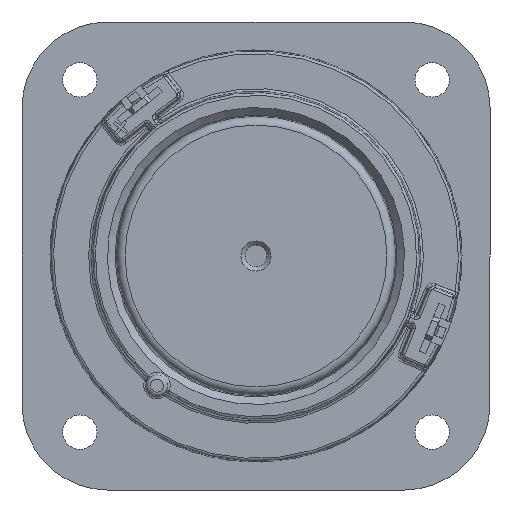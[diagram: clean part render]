
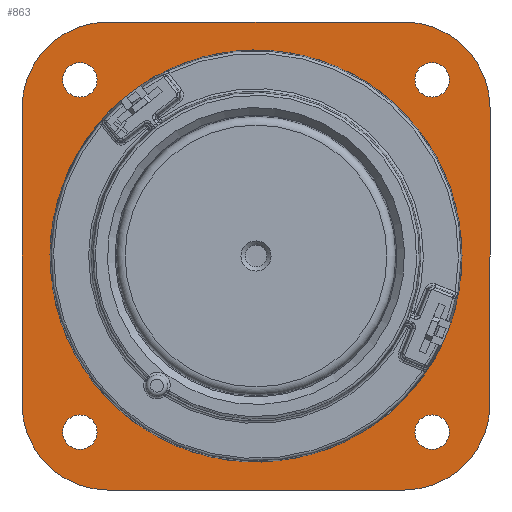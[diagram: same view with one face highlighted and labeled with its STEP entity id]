
A CAD part, front view. The second image highlights one B-rep face of the part: STEP entity #863.
In plain terms, the highlighted planar face has unit normal (0, -1, 0).
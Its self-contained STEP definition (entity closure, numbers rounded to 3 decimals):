
#195 = EDGE_CURVE ( 'NONE', #14325, #8737, #826, .T. ) ;
#394 = CARTESIAN_POINT ( 'NONE',  ( -22.942, 13.709, 15.25 ) ) ;
#528 = CARTESIAN_POINT ( 'NONE',  ( 14.814, 13.709, 11.994 ) ) ;
#541 = VECTOR ( 'NONE', #5404, 1000. ) ;
#599 = DIRECTION ( 'NONE',  ( -1., 0., 0. ) ) ;
#640 = CARTESIAN_POINT ( 'NONE',  ( -26.198, 13.709, 13.994 ) ) ;
#826 = LINE ( 'NONE', #11030, #541 ) ;
#863 = ADVANCED_FACE ( 'NONE', ( #2568, #3971, #8472, #9443, #11587, #10562 ), #1389, .F. ) ;
#1004 = EDGE_CURVE ( 'NONE', #13128, #13128, #3231, .T. ) ;
#1076 = VERTEX_POINT ( 'NONE', #13415 ) ;
#1141 = DIRECTION ( 'NONE',  ( 0., -1., 0. ) ) ;
#1181 = EDGE_LOOP ( 'NONE', ( #13330 ) ) ;
#1210 = AXIS2_PLACEMENT_3D ( 'NONE', #394, #13610, #5931 ) ;
#1389 = PLANE ( 'NONE',  #1614 ) ;
#1510 = CARTESIAN_POINT ( 'NONE',  ( -29.606, 13.709, 32.5 ) ) ;
#1614 = AXIS2_PLACEMENT_3D ( 'NONE', #9290, #2857, #5892 ) ;
#1829 = CARTESIAN_POINT ( 'NONE',  ( -22.942, 13.709, 59.75 ) ) ;
#1881 = VERTEX_POINT ( 'NONE', #1829 ) ;
#2004 = EDGE_CURVE ( 'NONE', #4186, #4186, #7301, .T. ) ;
#2023 = CIRCLE ( 'NONE', #12876, 10. ) ;
#2119 = CARTESIAN_POINT ( 'NONE',  ( 21.558, 13.709, 49.75 ) ) ;
#2372 = ORIENTED_EDGE ( 'NONE', *, *, #9200, .T. ) ;
#2502 = AXIS2_PLACEMENT_3D ( 'NONE', #528, #13016, #599 ) ;
#2568 = FACE_BOUND ( 'NONE', #13385, .T. ) ;
#2792 = DIRECTION ( 'NONE',  ( -1., 0., 0. ) ) ;
#2823 = VERTEX_POINT ( 'NONE', #2119 ) ;
#2857 = DIRECTION ( 'NONE',  ( 0., 1., 0. ) ) ;
#3042 = ORIENTED_EDGE ( 'NONE', *, *, #2004, .T. ) ;
#3043 = DIRECTION ( 'NONE',  ( 0., -1., 0. ) ) ;
#3231 = CIRCLE ( 'NONE', #10086, 2. ) ;
#3411 = CARTESIAN_POINT ( 'NONE',  ( 21.558, 13.709, 15.25 ) ) ;
#3431 = DIRECTION ( 'NONE',  ( 0., 0., -1. ) ) ;
#3511 = CARTESIAN_POINT ( 'NONE',  ( -32.942, 13.709, 5.25 ) ) ;
#3595 = VECTOR ( 'NONE', #10322, 1000. ) ;
#3662 = DIRECTION ( 'NONE',  ( 0., 1., 0. ) ) ;
#3732 = VERTEX_POINT ( 'NONE', #1510 ) ;
#3971 = FACE_BOUND ( 'NONE', #8752, .T. ) ;
#4182 = EDGE_CURVE ( 'NONE', #5571, #8737, #9723, .T. ) ;
#4186 = VERTEX_POINT ( 'NONE', #640 ) ;
#4392 = CARTESIAN_POINT ( 'NONE',  ( 11.558, 13.709, 15.25 ) ) ;
#4435 = ORIENTED_EDGE ( 'NONE', *, *, #8767, .F. ) ;
#4440 = ORIENTED_EDGE ( 'NONE', *, *, #195, .F. ) ;
#4597 = CARTESIAN_POINT ( 'NONE',  ( -22.942, 13.709, 49.75 ) ) ;
#4603 = AXIS2_PLACEMENT_3D ( 'NONE', #4597, #1141, #5577 ) ;
#4954 = ORIENTED_EDGE ( 'NONE', *, *, #7009, .T. ) ;
#5064 = CARTESIAN_POINT ( 'NONE',  ( -26.198, 13.709, 11.994 ) ) ;
#5277 = DIRECTION ( 'NONE',  ( 0., 0., -1. ) ) ;
#5404 = DIRECTION ( 'NONE',  ( -1., 0., 0. ) ) ;
#5571 = VERTEX_POINT ( 'NONE', #14592 ) ;
#5577 = DIRECTION ( 'NONE',  ( -1., 0., 0. ) ) ;
#5655 = VERTEX_POINT ( 'NONE', #10169 ) ;
#5753 = EDGE_LOOP ( 'NONE', ( #4954 ) ) ;
#5828 = ORIENTED_EDGE ( 'NONE', *, *, #1004, .T. ) ;
#5892 = DIRECTION ( 'NONE',  ( -1., 0., 0. ) ) ;
#5931 = DIRECTION ( 'NONE',  ( -1., 0., 0. ) ) ;
#6099 = VECTOR ( 'NONE', #3431, 1000. ) ;
#6345 = DIRECTION ( 'NONE',  ( 1., 0., 0. ) ) ;
#6419 = LINE ( 'NONE', #14242, #7444 ) ;
#7009 = EDGE_CURVE ( 'NONE', #1076, #1076, #13941, .T. ) ;
#7174 = CIRCLE ( 'NONE', #9531, 23.914 ) ;
#7301 = CIRCLE ( 'NONE', #12728, 2. ) ;
#7444 = VECTOR ( 'NONE', #6345, 1000. ) ;
#7492 = DIRECTION ( 'NONE',  ( 1., 0., 0. ) ) ;
#7554 = DIRECTION ( 'NONE',  ( -1., 0., 0. ) ) ;
#7719 = DIRECTION ( 'NONE',  ( 0., 1., 0. ) ) ;
#8085 = CARTESIAN_POINT ( 'NONE',  ( 21.558, 13.709, 5.25 ) ) ;
#8273 = AXIS2_PLACEMENT_3D ( 'NONE', #13325, #7719, #5277 ) ;
#8277 = CARTESIAN_POINT ( 'NONE',  ( 11.558, 13.709, 59.75 ) ) ;
#8442 = CARTESIAN_POINT ( 'NONE',  ( -26.198, 13.709, 53.006 ) ) ;
#8472 = FACE_BOUND ( 'NONE', #5753, .T. ) ;
#8607 = EDGE_CURVE ( 'NONE', #2823, #14323, #10039, .T. ) ;
#8633 = CARTESIAN_POINT ( 'NONE',  ( -22.942, 13.709, 5.25 ) ) ;
#8737 = VERTEX_POINT ( 'NONE', #8633 ) ;
#8752 = EDGE_LOOP ( 'NONE', ( #5828 ) ) ;
#8767 = EDGE_CURVE ( 'NONE', #1881, #14323, #6419, .T. ) ;
#9123 = ORIENTED_EDGE ( 'NONE', *, *, #8607, .T. ) ;
#9129 = LINE ( 'NONE', #3511, #3595 ) ;
#9200 = EDGE_CURVE ( 'NONE', #14325, #9596, #2023, .T. ) ;
#9209 = EDGE_CURVE ( 'NONE', #1881, #11856, #12170, .T. ) ;
#9290 = CARTESIAN_POINT ( 'NONE',  ( -5.692, 13.709, 32.5 ) ) ;
#9387 = EDGE_LOOP ( 'NONE', ( #14251 ) ) ;
#9443 = FACE_BOUND ( 'NONE', #9387, .T. ) ;
#9531 = AXIS2_PLACEMENT_3D ( 'NONE', #14341, #3043, #7554 ) ;
#9596 = VERTEX_POINT ( 'NONE', #3411 ) ;
#9707 = DIRECTION ( 'NONE',  ( 0., 1., 0. ) ) ;
#9723 = CIRCLE ( 'NONE', #1210, 10. ) ;
#9833 = EDGE_CURVE ( 'NONE', #5655, #5655, #11950, .T. ) ;
#9904 = EDGE_LOOP ( 'NONE', ( #13170, #10559, #4440, #2372, #11529, #9123, #4435, #13111 ) ) ;
#10039 = CIRCLE ( 'NONE', #12864, 10. ) ;
#10086 = AXIS2_PLACEMENT_3D ( 'NONE', #8442, #9707, #7492 ) ;
#10169 = CARTESIAN_POINT ( 'NONE',  ( 12.814, 13.709, 11.994 ) ) ;
#10322 = DIRECTION ( 'NONE',  ( 0., 0., 1. ) ) ;
#10419 = DIRECTION ( 'NONE',  ( 0., -1., 0. ) ) ;
#10559 = ORIENTED_EDGE ( 'NONE', *, *, #4182, .T. ) ;
#10562 = FACE_OUTER_BOUND ( 'NONE', #9904, .T. ) ;
#10705 = CARTESIAN_POINT ( 'NONE',  ( -24.198, 13.709, 53.006 ) ) ;
#10945 = EDGE_CURVE ( 'NONE', #3732, #3732, #7174, .T. ) ;
#11030 = CARTESIAN_POINT ( 'NONE',  ( -32.942, 13.709, 5.25 ) ) ;
#11197 = DIRECTION ( 'NONE',  ( -1., 0., 0. ) ) ;
#11529 = ORIENTED_EDGE ( 'NONE', *, *, #13114, .F. ) ;
#11574 = CARTESIAN_POINT ( 'NONE',  ( -32.942, 13.709, 49.75 ) ) ;
#11587 = FACE_BOUND ( 'NONE', #1181, .T. ) ;
#11831 = EDGE_CURVE ( 'NONE', #5571, #11856, #9129, .T. ) ;
#11856 = VERTEX_POINT ( 'NONE', #11574 ) ;
#11950 = CIRCLE ( 'NONE', #2502, 2. ) ;
#12170 = CIRCLE ( 'NONE', #4603, 10. ) ;
#12728 = AXIS2_PLACEMENT_3D ( 'NONE', #5064, #3662, #12964 ) ;
#12775 = CARTESIAN_POINT ( 'NONE',  ( 11.558, 13.709, 49.75 ) ) ;
#12787 = CARTESIAN_POINT ( 'NONE',  ( 11.558, 13.709, 5.25 ) ) ;
#12864 = AXIS2_PLACEMENT_3D ( 'NONE', #12775, #10419, #2792 ) ;
#12876 = AXIS2_PLACEMENT_3D ( 'NONE', #4392, #14591, #11197 ) ;
#12964 = DIRECTION ( 'NONE',  ( 0., 0., 1. ) ) ;
#13016 = DIRECTION ( 'NONE',  ( 0., 1., 0. ) ) ;
#13111 = ORIENTED_EDGE ( 'NONE', *, *, #9209, .T. ) ;
#13114 = EDGE_CURVE ( 'NONE', #2823, #9596, #13484, .T. ) ;
#13128 = VERTEX_POINT ( 'NONE', #10705 ) ;
#13170 = ORIENTED_EDGE ( 'NONE', *, *, #11831, .F. ) ;
#13325 = CARTESIAN_POINT ( 'NONE',  ( 14.814, 13.709, 53.006 ) ) ;
#13330 = ORIENTED_EDGE ( 'NONE', *, *, #10945, .F. ) ;
#13385 = EDGE_LOOP ( 'NONE', ( #3042 ) ) ;
#13415 = CARTESIAN_POINT ( 'NONE',  ( 14.814, 13.709, 51.006 ) ) ;
#13484 = LINE ( 'NONE', #8085, #6099 ) ;
#13610 = DIRECTION ( 'NONE',  ( 0., -1., 0. ) ) ;
#13941 = CIRCLE ( 'NONE', #8273, 2. ) ;
#14242 = CARTESIAN_POINT ( 'NONE',  ( -32.942, 13.709, 59.75 ) ) ;
#14251 = ORIENTED_EDGE ( 'NONE', *, *, #9833, .T. ) ;
#14323 = VERTEX_POINT ( 'NONE', #8277 ) ;
#14325 = VERTEX_POINT ( 'NONE', #12787 ) ;
#14341 = CARTESIAN_POINT ( 'NONE',  ( -5.692, 13.709, 32.5 ) ) ;
#14591 = DIRECTION ( 'NONE',  ( 0., -1., 0. ) ) ;
#14592 = CARTESIAN_POINT ( 'NONE',  ( -32.942, 13.709, 15.25 ) ) ;
